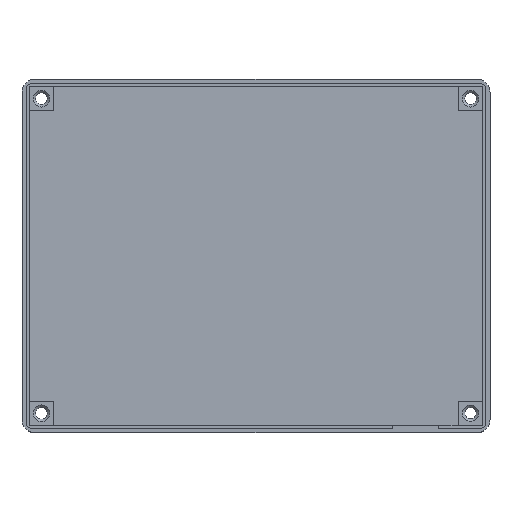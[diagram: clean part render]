
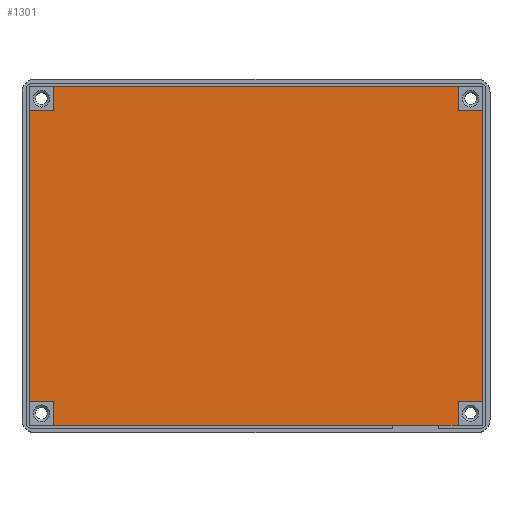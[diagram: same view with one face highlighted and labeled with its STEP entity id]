
A CAD part, top view. The second image highlights one B-rep face of the part: STEP entity #1301.
In plain terms, the highlighted planar face has unit normal (0, 0, 1).
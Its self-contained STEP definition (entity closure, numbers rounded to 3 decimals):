
#34=CARTESIAN_POINT('',(-3526.937,-499.319,3.304));
#35=VERTEX_POINT('',#34);
#82=CARTESIAN_POINT('',(-3526.937,-678.119,3.304));
#83=VERTEX_POINT('',#82);
#90=CARTESIAN_POINT('',(-3526.937,-678.119,3.304));
#91=DIRECTION('',(0.,1.,0.));
#92=VECTOR('',#91,178.8);
#93=LINE('',#90,#92);
#94=EDGE_CURVE('',#83,#35,#93,.T.);
#106=CARTESIAN_POINT('',(-3511.937,-693.119,3.304));
#107=VERTEX_POINT('',#106);
#177=CARTESIAN_POINT('',(-3262.589,-693.119,3.304));
#178=VERTEX_POINT('',#177);
#185=CARTESIAN_POINT('',(-3511.937,-693.119,3.304));
#186=DIRECTION('',(1.,0.,0.));
#187=VECTOR('',#186,249.348);
#188=LINE('',#185,#187);
#189=EDGE_CURVE('',#107,#178,#188,.T.);
#201=CARTESIAN_POINT('',(-3247.589,-678.119,3.304));
#202=VERTEX_POINT('',#201);
#240=CARTESIAN_POINT('',(-3247.589,-499.319,3.304));
#241=VERTEX_POINT('',#240);
#248=CARTESIAN_POINT('',(-3247.589,-678.119,3.304));
#249=DIRECTION('',(0.,1.,0.));
#250=VECTOR('',#249,178.8);
#251=LINE('',#248,#250);
#252=EDGE_CURVE('',#202,#241,#251,.T.);
#271=CARTESIAN_POINT('',(-3511.937,-484.319,3.304));
#272=VERTEX_POINT('',#271);
#279=CARTESIAN_POINT('',(-3262.589,-484.319,3.304));
#280=VERTEX_POINT('',#279);
#281=CARTESIAN_POINT('',(-3511.937,-484.319,3.304));
#282=DIRECTION('',(1.,0.,0.));
#283=VECTOR('',#282,249.348);
#284=LINE('',#281,#283);
#285=EDGE_CURVE('',#272,#280,#284,.T.);
#1234=CARTESIAN_POINT('',(-3387.263,-588.719,3.304));
#1235=DIRECTION('',(-0.,0.,1.));
#1236=DIRECTION('',(1.,0.,0.));
#1237=AXIS2_PLACEMENT_3D('',#1234,#1235,#1236);
#1238=PLANE('',#1237);
#1239=CARTESIAN_POINT('',(-3262.589,-499.319,3.304));
#1240=VERTEX_POINT('',#1239);
#1241=CARTESIAN_POINT('',(-3262.589,-499.319,3.304));
#1242=DIRECTION('',(1.,-0.,0.));
#1243=VECTOR('',#1242,15.);
#1244=LINE('',#1241,#1243);
#1245=EDGE_CURVE('',#1240,#241,#1244,.T.);
#1246=ORIENTED_EDGE('',*,*,#1245,.F.);
#1247=CARTESIAN_POINT('',(-3262.589,-484.319,3.304));
#1248=DIRECTION('',(0.,-1.,-0.));
#1249=VECTOR('',#1248,15.);
#1250=LINE('',#1247,#1249);
#1251=EDGE_CURVE('',#280,#1240,#1250,.T.);
#1252=ORIENTED_EDGE('',*,*,#1251,.F.);
#1253=ORIENTED_EDGE('',*,*,#285,.F.);
#1254=CARTESIAN_POINT('',(-3511.937,-499.319,3.304));
#1255=VERTEX_POINT('',#1254);
#1256=CARTESIAN_POINT('',(-3511.937,-499.319,3.304));
#1257=DIRECTION('',(0.,1.,0.));
#1258=VECTOR('',#1257,15.);
#1259=LINE('',#1256,#1258);
#1260=EDGE_CURVE('',#1255,#272,#1259,.T.);
#1261=ORIENTED_EDGE('',*,*,#1260,.F.);
#1262=CARTESIAN_POINT('',(-3526.937,-499.319,3.304));
#1263=DIRECTION('',(1.,-0.,0.));
#1264=VECTOR('',#1263,15.);
#1265=LINE('',#1262,#1264);
#1266=EDGE_CURVE('',#35,#1255,#1265,.T.);
#1267=ORIENTED_EDGE('',*,*,#1266,.F.);
#1268=ORIENTED_EDGE('',*,*,#94,.F.);
#1269=CARTESIAN_POINT('',(-3511.937,-678.119,3.304));
#1270=VERTEX_POINT('',#1269);
#1271=CARTESIAN_POINT('',(-3511.937,-678.119,3.304));
#1272=DIRECTION('',(-1.,0.,-0.));
#1273=VECTOR('',#1272,15.);
#1274=LINE('',#1271,#1273);
#1275=EDGE_CURVE('',#1270,#83,#1274,.T.);
#1276=ORIENTED_EDGE('',*,*,#1275,.F.);
#1277=CARTESIAN_POINT('',(-3511.937,-693.119,3.304));
#1278=DIRECTION('',(-0.,1.,0.));
#1279=VECTOR('',#1278,15.);
#1280=LINE('',#1277,#1279);
#1281=EDGE_CURVE('',#107,#1270,#1280,.T.);
#1282=ORIENTED_EDGE('',*,*,#1281,.F.);
#1283=ORIENTED_EDGE('',*,*,#189,.T.);
#1284=CARTESIAN_POINT('',(-3262.589,-678.119,3.304));
#1285=VERTEX_POINT('',#1284);
#1286=CARTESIAN_POINT('',(-3262.589,-678.119,3.304));
#1287=DIRECTION('',(0.,-1.,-0.));
#1288=VECTOR('',#1287,15.);
#1289=LINE('',#1286,#1288);
#1290=EDGE_CURVE('',#1285,#178,#1289,.T.);
#1291=ORIENTED_EDGE('',*,*,#1290,.F.);
#1292=CARTESIAN_POINT('',(-3247.589,-678.119,3.304));
#1293=DIRECTION('',(-1.,0.,-0.));
#1294=VECTOR('',#1293,15.);
#1295=LINE('',#1292,#1294);
#1296=EDGE_CURVE('',#202,#1285,#1295,.T.);
#1297=ORIENTED_EDGE('',*,*,#1296,.F.);
#1298=ORIENTED_EDGE('',*,*,#252,.T.);
#1299=EDGE_LOOP('',(#1246,#1252,#1253,#1261,#1267,#1268,#1276,#1282,#1283,#1291,#1297,#1298));
#1300=FACE_BOUND('',#1299,.T.);
#1301=ADVANCED_FACE('',(#1300),#1238,.T.);
